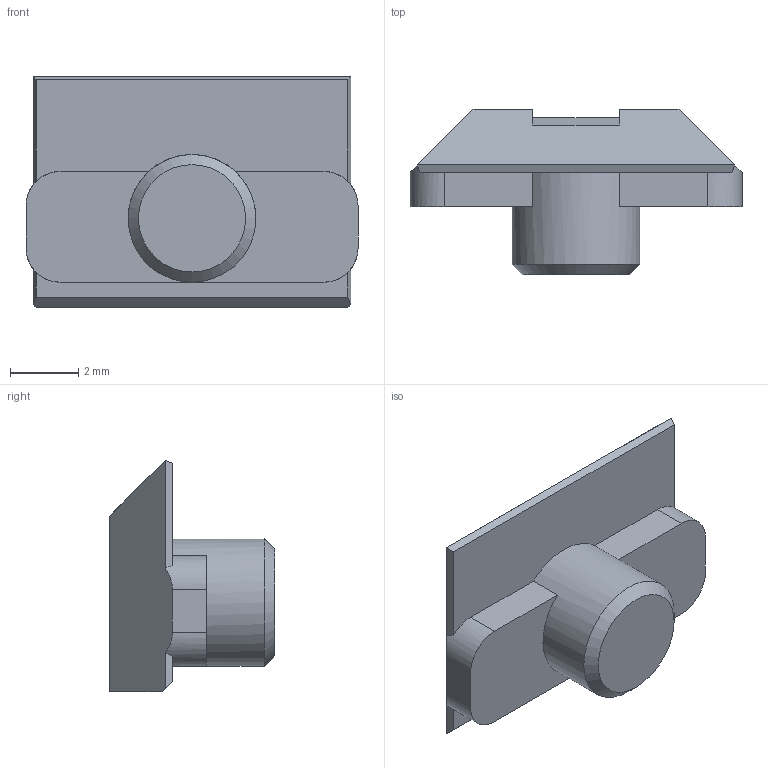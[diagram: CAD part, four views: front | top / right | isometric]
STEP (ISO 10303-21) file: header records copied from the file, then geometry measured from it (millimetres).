
FILE_DESCRIPTION(('FreeCAD Model'),'2;1');
FILE_NAME('Open CASCADE Shape Model','2025-05-12T18:18:53',('FreeCAD'),( 'FreeCAD'),'Open CASCADE STEP processor 7.7','FreeCAD','Unknown');
FILE_SCHEMA(('AUTOMOTIVE_DESIGN { 1 0 10303 214 1 1 1 1 }'));
Length unit declared in the file: millimetre
Products named in the file (1): Open CASCADE STEP translator 7.7 1
Bounding box: 9.75 x 4.85 x 6.79 mm (x, y, z)
Volume: 138.7 mm3; surface area: 205.2 mm2
Topology: 1 solids, 1 shells, 32 faces, 88 edges, 58 vertices
Faces by surface type: plane 26, cylinder 5, cone 1
Full cylindrical faces by diameter (mm): 3.75 x1
Entity records: 1027 total; most frequent: CARTESIAN_POINT 180, ORIENTED_EDGE 176, DIRECTION 175, EDGE_CURVE 88, LINE 65, VECTOR 65, VERTEX_POINT 58, AXIS2_PLACEMENT_3D 55
